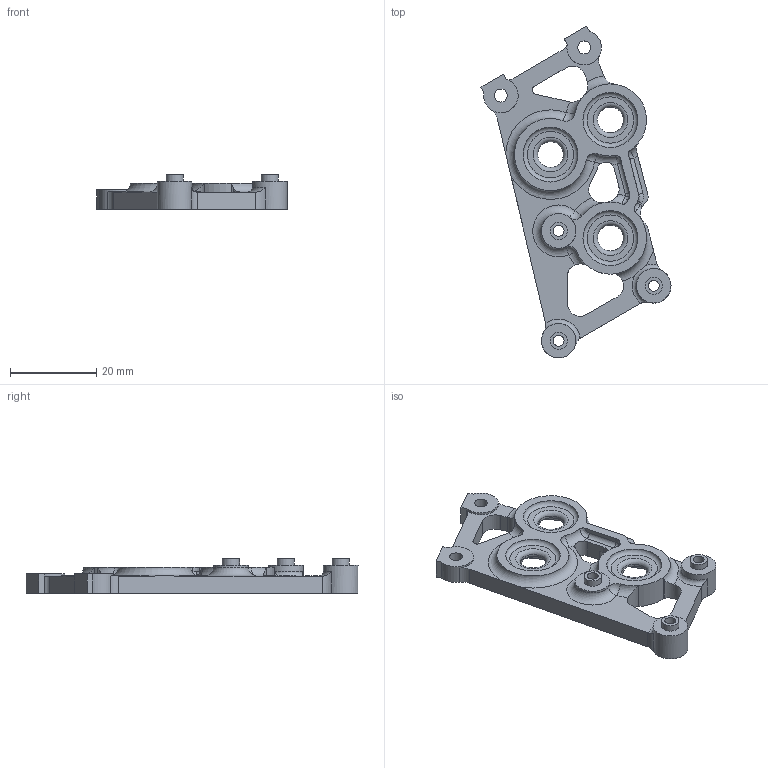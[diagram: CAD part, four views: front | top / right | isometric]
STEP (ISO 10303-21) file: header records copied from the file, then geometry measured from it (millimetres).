
FILE_DESCRIPTION(/* description */ (''),/* implementation_level */ '2;1');
FILE_NAME(/* name */ 'dragon_eye_truss_starboard_v15.step',/* time_stamp */ '2023-01-15T12:00:32-08:00',/* author */ (''),/* organization */ (''),/* preprocessor_version */ 'ST-DEVELOPER v19.2',/* originating_system */ 'Autodesk Translation Framework v11.17.0.187',/* authorisation */ '');
FILE_SCHEMA (('AUTOMOTIVE_DESIGN { 1 0 10303 214 3 1 1 }'));
Length unit declared in the file: millimetre
Products named in the file (1): dragon_eye_truss_starboard
Bounding box: 43.97 x 76.81 x 8 mm (x, y, z)
Volume: 6582 mm3; surface area: 5462.8 mm2
Topology: 1 solids, 1 shells, 167 faces, 445 edges, 282 vertices
Faces by surface type: plane 76, cylinder 52, torus 18, bspline 14, sphere 4, cone 3
Full cylindrical faces by diameter (mm): 2.5 x3, 3 x2, 4 x3, 6 x3, 8 x3
Entity records: 6095 total; most frequent: CARTESIAN_POINT 1846, ORIENTED_EDGE 890, DIRECTION 890, EDGE_CURVE 445, AXIS2_PLACEMENT_3D 351, VERTEX_POINT 282, CIRCLE 197, EDGE_LOOP 191
